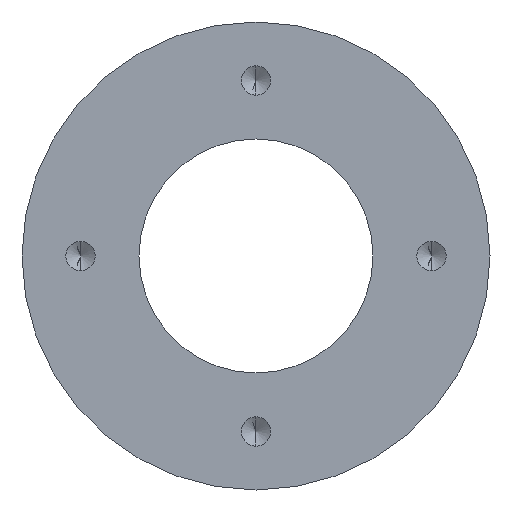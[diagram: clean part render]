
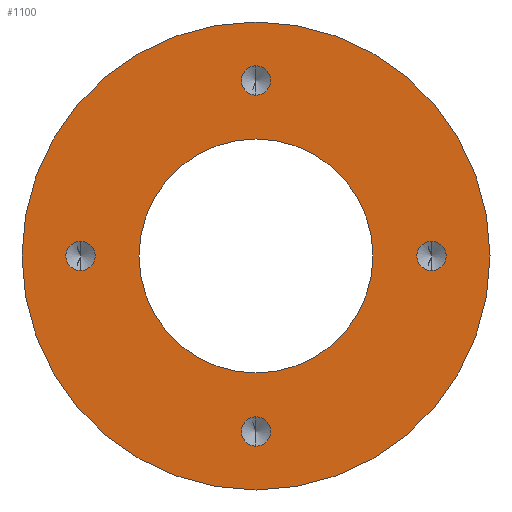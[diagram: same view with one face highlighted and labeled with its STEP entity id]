
A CAD part, front view. The second image highlights one B-rep face of the part: STEP entity #1100.
In plain terms, the highlighted planar face has unit normal (0, -1, 0).
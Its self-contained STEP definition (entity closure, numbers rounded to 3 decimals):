
#7 = ORIENTED_EDGE ( 'NONE', *, *, #283, .F. ) ;
#10 = PLANE ( 'NONE',  #262 ) ;
#14 = DIRECTION ( 'NONE',  ( 0., -1., 0. ) ) ;
#17 = CARTESIAN_POINT ( 'NONE',  ( 0., 0., 0. ) ) ;
#23 = VERTEX_POINT ( 'NONE', #579 ) ;
#31 = EDGE_LOOP ( 'NONE', ( #431, #1139 ) ) ;
#37 = CARTESIAN_POINT ( 'NONE',  ( 0., 0., -40. ) ) ;
#50 = DIRECTION ( 'NONE',  ( 0., 0., 1. ) ) ;
#63 = AXIS2_PLACEMENT_3D ( 'NONE', #17, #769, #760 ) ;
#64 = CARTESIAN_POINT ( 'NONE',  ( 0., 0., 0. ) ) ;
#71 = CIRCLE ( 'NONE', #633, 2.5 ) ;
#75 = CARTESIAN_POINT ( 'NONE',  ( 0., 0., -30. ) ) ;
#80 = AXIS2_PLACEMENT_3D ( 'NONE', #1117, #374, #670 ) ;
#86 = CARTESIAN_POINT ( 'NONE',  ( 0., 0., 0. ) ) ;
#96 = AXIS2_PLACEMENT_3D ( 'NONE', #64, #147, #50 ) ;
#111 = DIRECTION ( 'NONE',  ( 0., 0., -1. ) ) ;
#120 = EDGE_CURVE ( 'NONE', #23, #602, #296, .T. ) ;
#125 = ORIENTED_EDGE ( 'NONE', *, *, #765, .F. ) ;
#127 = ORIENTED_EDGE ( 'NONE', *, *, #385, .F. ) ;
#136 = ORIENTED_EDGE ( 'NONE', *, *, #724, .F. ) ;
#146 = CARTESIAN_POINT ( 'NONE',  ( -30., 0., 2.5 ) ) ;
#147 = DIRECTION ( 'NONE',  ( 0., 1., 0. ) ) ;
#148 = DIRECTION ( 'NONE',  ( 0., 0., 1. ) ) ;
#172 = AXIS2_PLACEMENT_3D ( 'NONE', #618, #521, #622 ) ;
#185 = DIRECTION ( 'NONE',  ( 0., -1., 0. ) ) ;
#189 = CARTESIAN_POINT ( 'NONE',  ( 30., 0., -2.5 ) ) ;
#234 = DIRECTION ( 'NONE',  ( 0., 1., 0. ) ) ;
#246 = ORIENTED_EDGE ( 'NONE', *, *, #478, .F. ) ;
#262 = AXIS2_PLACEMENT_3D ( 'NONE', #663, #234, #148 ) ;
#276 = CARTESIAN_POINT ( 'NONE',  ( 0., 0., 30. ) ) ;
#283 = EDGE_CURVE ( 'NONE', #926, #364, #71, .T. ) ;
#296 = CIRCLE ( 'NONE', #96, 40. ) ;
#297 = VERTEX_POINT ( 'NONE', #805 ) ;
#318 = VERTEX_POINT ( 'NONE', #811 ) ;
#320 = ORIENTED_EDGE ( 'NONE', *, *, #514, .F. ) ;
#364 = VERTEX_POINT ( 'NONE', #533 ) ;
#374 = DIRECTION ( 'NONE',  ( 0., 1., 0. ) ) ;
#376 = EDGE_LOOP ( 'NONE', ( #1038, #246 ) ) ;
#385 = EDGE_CURVE ( 'NONE', #394, #1151, #636, .T. ) ;
#390 = FACE_BOUND ( 'NONE', #1049, .T. ) ;
#394 = VERTEX_POINT ( 'NONE', #457 ) ;
#395 = DIRECTION ( 'NONE',  ( 0., -1., 0. ) ) ;
#397 = CARTESIAN_POINT ( 'NONE',  ( 0., 0., 30. ) ) ;
#402 = FACE_BOUND ( 'NONE', #1007, .T. ) ;
#431 = ORIENTED_EDGE ( 'NONE', *, *, #120, .F. ) ;
#439 = DIRECTION ( 'NONE',  ( 0., 0., 1. ) ) ;
#457 = CARTESIAN_POINT ( 'NONE',  ( 0., 0., 32.5 ) ) ;
#478 = EDGE_CURVE ( 'NONE', #630, #318, #755, .T. ) ;
#484 = CIRCLE ( 'NONE', #902, 2.5 ) ;
#506 = AXIS2_PLACEMENT_3D ( 'NONE', #578, #14, #111 ) ;
#514 = EDGE_CURVE ( 'NONE', #1151, #394, #523, .T. ) ;
#521 = DIRECTION ( 'NONE',  ( 0., -1., 0. ) ) ;
#522 = AXIS2_PLACEMENT_3D ( 'NONE', #397, #395, #764 ) ;
#523 = CIRCLE ( 'NONE', #522, 2.5 ) ;
#528 = EDGE_LOOP ( 'NONE', ( #125, #7 ) ) ;
#533 = CARTESIAN_POINT ( 'NONE',  ( 0., 0., -32.5 ) ) ;
#536 = EDGE_CURVE ( 'NONE', #602, #23, #1188, .T. ) ;
#577 = VERTEX_POINT ( 'NONE', #1047 ) ;
#578 = CARTESIAN_POINT ( 'NONE',  ( 30., 0., 0. ) ) ;
#579 = CARTESIAN_POINT ( 'NONE',  ( 0., 0., 40. ) ) ;
#598 = FACE_BOUND ( 'NONE', #528, .T. ) ;
#600 = EDGE_LOOP ( 'NONE', ( #785, #1179 ) ) ;
#602 = VERTEX_POINT ( 'NONE', #37 ) ;
#618 = CARTESIAN_POINT ( 'NONE',  ( 0., 0., -30. ) ) ;
#622 = DIRECTION ( 'NONE',  ( 0., 0., -1. ) ) ;
#630 = VERTEX_POINT ( 'NONE', #146 ) ;
#631 = CIRCLE ( 'NONE', #172, 2.5 ) ;
#633 = AXIS2_PLACEMENT_3D ( 'NONE', #75, #185, #1099 ) ;
#636 = CIRCLE ( 'NONE', #1114, 2.5 ) ;
#648 = DIRECTION ( 'NONE',  ( 0., -1., 0. ) ) ;
#663 = CARTESIAN_POINT ( 'NONE',  ( 0., 0., 0. ) ) ;
#664 = DIRECTION ( 'NONE',  ( 0., -1., 0. ) ) ;
#670 = DIRECTION ( 'NONE',  ( 0., 0., 1. ) ) ;
#699 = FACE_BOUND ( 'NONE', #376, .T. ) ;
#700 = CARTESIAN_POINT ( 'NONE',  ( 0., 0., 27.5 ) ) ;
#719 = CIRCLE ( 'NONE', #726, 20. ) ;
#724 = EDGE_CURVE ( 'NONE', #297, #880, #825, .T. ) ;
#726 = AXIS2_PLACEMENT_3D ( 'NONE', #86, #1196, #439 ) ;
#742 = DIRECTION ( 'NONE',  ( 0., 0., -1. ) ) ;
#755 = CIRCLE ( 'NONE', #756, 2.5 ) ;
#756 = AXIS2_PLACEMENT_3D ( 'NONE', #1202, #648, #742 ) ;
#760 = DIRECTION ( 'NONE',  ( 0., 0., 1. ) ) ;
#764 = DIRECTION ( 'NONE',  ( 0., 0., -1. ) ) ;
#765 = EDGE_CURVE ( 'NONE', #364, #926, #631, .T. ) ;
#769 = DIRECTION ( 'NONE',  ( 0., 1., 0. ) ) ;
#771 = AXIS2_PLACEMENT_3D ( 'NONE', #884, #881, #887 ) ;
#781 = FACE_OUTER_BOUND ( 'NONE', #31, .T. ) ;
#785 = ORIENTED_EDGE ( 'NONE', *, *, #1058, .T. ) ;
#803 = CIRCLE ( 'NONE', #506, 2.5 ) ;
#805 = CARTESIAN_POINT ( 'NONE',  ( 30., 0., 2.5 ) ) ;
#811 = CARTESIAN_POINT ( 'NONE',  ( -30., 0., -2.5 ) ) ;
#814 = CARTESIAN_POINT ( 'NONE',  ( 0., 0., -27.5 ) ) ;
#825 = CIRCLE ( 'NONE', #771, 2.5 ) ;
#839 = VERTEX_POINT ( 'NONE', #1171 ) ;
#844 = DIRECTION ( 'NONE',  ( 0., -1., 0. ) ) ;
#880 = VERTEX_POINT ( 'NONE', #189 ) ;
#881 = DIRECTION ( 'NONE',  ( 0., -1., 0. ) ) ;
#884 = CARTESIAN_POINT ( 'NONE',  ( 30., 0., 0. ) ) ;
#887 = DIRECTION ( 'NONE',  ( 0., 0., -1. ) ) ;
#902 = AXIS2_PLACEMENT_3D ( 'NONE', #1024, #844, #1040 ) ;
#905 = CIRCLE ( 'NONE', #80, 20. ) ;
#926 = VERTEX_POINT ( 'NONE', #814 ) ;
#928 = EDGE_CURVE ( 'NONE', #577, #839, #719, .T. ) ;
#942 = ORIENTED_EDGE ( 'NONE', *, *, #1097, .F. ) ;
#1000 = FACE_BOUND ( 'NONE', #600, .T. ) ;
#1007 = EDGE_LOOP ( 'NONE', ( #320, #127 ) ) ;
#1010 = EDGE_CURVE ( 'NONE', #318, #630, #484, .T. ) ;
#1024 = CARTESIAN_POINT ( 'NONE',  ( -30., 0., 0. ) ) ;
#1038 = ORIENTED_EDGE ( 'NONE', *, *, #1010, .F. ) ;
#1040 = DIRECTION ( 'NONE',  ( 0., 0., -1. ) ) ;
#1047 = CARTESIAN_POINT ( 'NONE',  ( 0., 0., -20. ) ) ;
#1049 = EDGE_LOOP ( 'NONE', ( #942, #136 ) ) ;
#1058 = EDGE_CURVE ( 'NONE', #839, #577, #905, .T. ) ;
#1097 = EDGE_CURVE ( 'NONE', #880, #297, #803, .T. ) ;
#1099 = DIRECTION ( 'NONE',  ( 0., 0., -1. ) ) ;
#1100 = ADVANCED_FACE ( 'NONE', ( #402, #390, #598, #699, #1000, #781 ), #10, .F. ) ;
#1114 = AXIS2_PLACEMENT_3D ( 'NONE', #276, #664, #1116 ) ;
#1116 = DIRECTION ( 'NONE',  ( 0., 0., -1. ) ) ;
#1117 = CARTESIAN_POINT ( 'NONE',  ( 0., 0., 0. ) ) ;
#1139 = ORIENTED_EDGE ( 'NONE', *, *, #536, .F. ) ;
#1151 = VERTEX_POINT ( 'NONE', #700 ) ;
#1171 = CARTESIAN_POINT ( 'NONE',  ( 0., 0., 20. ) ) ;
#1179 = ORIENTED_EDGE ( 'NONE', *, *, #928, .T. ) ;
#1188 = CIRCLE ( 'NONE', #63, 40. ) ;
#1196 = DIRECTION ( 'NONE',  ( 0., 1., 0. ) ) ;
#1202 = CARTESIAN_POINT ( 'NONE',  ( -30., 0., 0. ) ) ;
